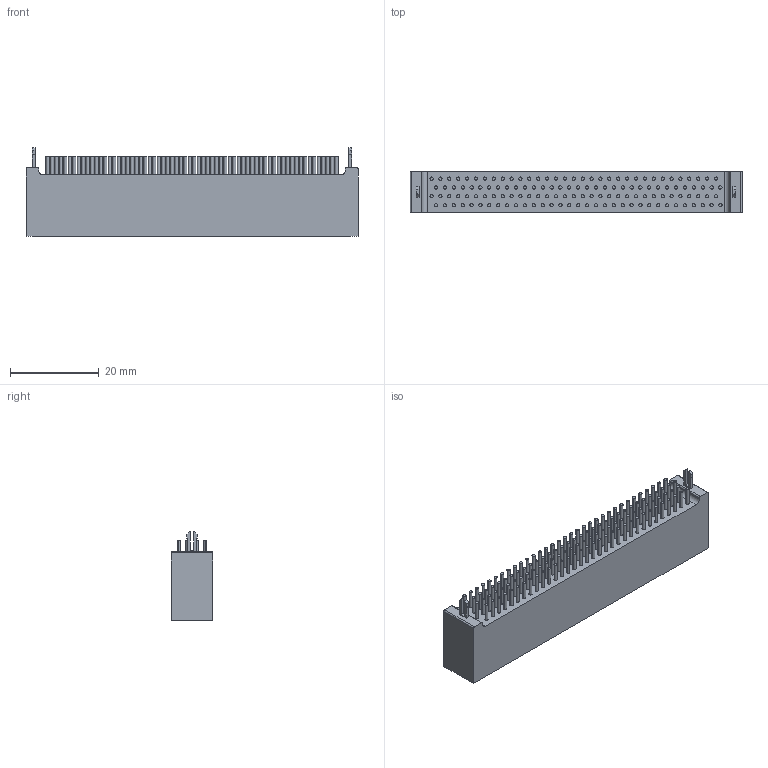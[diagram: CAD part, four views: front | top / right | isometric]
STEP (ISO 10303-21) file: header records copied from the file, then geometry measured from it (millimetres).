
FILE_DESCRIPTION (( 'STEP AP214' ), '1' );
FILE_NAME ('145376-2.STEP', '2025-04-21T21:43:12', ( '' ), ( '' ), 'SwSTEP 2.0', 'SolidWorks 2023', '' );
FILE_SCHEMA (( 'AUTOMOTIVE_DESIGN' ));
Length unit declared in the file: millimetre
Products named in the file (1): 145376-2
Bounding box: 74.7 x 9.4 x 19.97 mm (x, y, z)
Volume: 7596.6 mm3; surface area: 6601.7 mm2
Topology: 1 solids, 1 shells, 447 faces, 930 edges, 620 vertices
Faces by surface type: cylinder 270, plane 177
Entity records: 12728 total; most frequent: DIRECTION 2366, CARTESIAN_POINT 1998, ORIENTED_EDGE 1860, AXIS2_PLACEMENT_3D 988, EDGE_CURVE 930, VERTEX_POINT 620, EDGE_LOOP 582, CIRCLE 540
